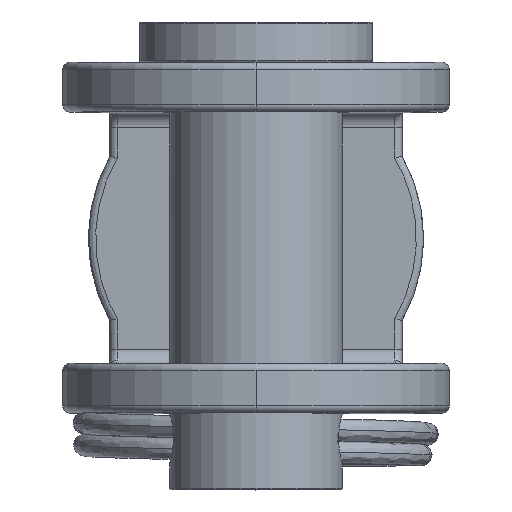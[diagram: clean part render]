
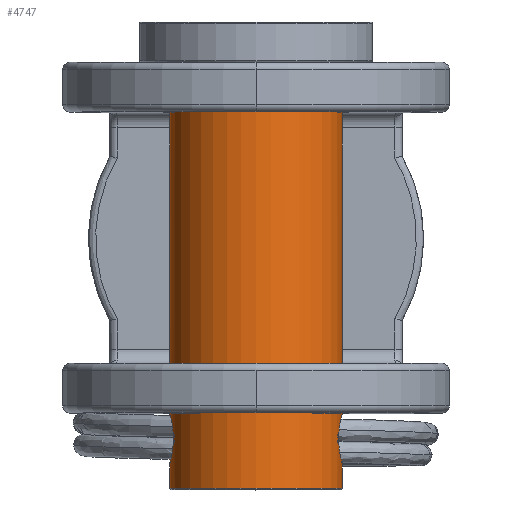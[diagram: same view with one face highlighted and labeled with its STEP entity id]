
A CAD part, top view. The second image highlights one B-rep face of the part: STEP entity #4747.
In plain terms, the highlighted cylindrical face has radius 5.9 mm (diameter 11.8 mm), a partial arc.
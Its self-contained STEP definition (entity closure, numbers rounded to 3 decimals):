
#686 = CARTESIAN_POINT ( 'NONE',  ( 0., -16., 5.9 ) ) ;
#780 = CARTESIAN_POINT ( 'NONE',  ( 0., -16., -5.9 ) ) ;
#920 = AXIS2_PLACEMENT_3D ( 'NONE', #10513, #3871, #5580 ) ;
#1230 = CARTESIAN_POINT ( 'NONE',  ( -1.69, -12.717, -5.653 ) ) ;
#1281 = VERTEX_POINT ( 'NONE', #16017 ) ;
#1300 = CARTESIAN_POINT ( 'NONE',  ( -0.44, -10.897, -5.885 ) ) ;
#1353 = CARTESIAN_POINT ( 'NONE',  ( 0., -10.844, -5.9 ) ) ;
#1436 = CARTESIAN_POINT ( 'NONE',  ( -0.224, -14.156, -5.9 ) ) ;
#1787 = VERTEX_POINT ( 'NONE', #2967 ) ;
#1795 = EDGE_CURVE ( 'NONE', #10076, #17947, #19553, .T. ) ;
#1825 = VECTOR ( 'NONE', #8138, 1000. ) ;
#2293 = ORIENTED_EDGE ( 'NONE', *, *, #16144, .T. ) ;
#2526 = CARTESIAN_POINT ( 'NONE',  ( -1.465, -13.331, 5.715 ) ) ;
#2580 = EDGE_CURVE ( 'NONE', #4140, #1281, #4488, .T. ) ;
#2612 = DIRECTION ( 'NONE',  ( 0., -1., 0. ) ) ;
#2787 = CARTESIAN_POINT ( 'NONE',  ( -1.678, -12.282, 5.656 ) ) ;
#2873 = LINE ( 'NONE', #14837, #18810 ) ;
#2967 = CARTESIAN_POINT ( 'NONE',  ( 0., -14.156, 5.9 ) ) ;
#3123 = CARTESIAN_POINT ( 'NONE',  ( -1.475, -13.336, -5.713 ) ) ;
#3284 = DIRECTION ( 'NONE',  ( 0., 0., -1. ) ) ;
#3729 = CIRCLE ( 'NONE', #920, 5.9 ) ;
#3851 = VERTEX_POINT ( 'NONE', #19637 ) ;
#3871 = DIRECTION ( 'NONE',  ( 0., 1., 0. ) ) ;
#4140 = VERTEX_POINT ( 'NONE', #19044 ) ;
#4228 = CARTESIAN_POINT ( 'NONE',  ( -1.678, -12.718, 5.656 ) ) ;
#4485 = CARTESIAN_POINT ( 'NONE',  ( -1.602, -11.964, 5.678 ) ) ;
#4488 = B_SPLINE_CURVE_WITH_KNOTS ( 'NONE', 3,
 ( #18021, #19698, #2787, #14669, #4485, #6194, #18090, #7899, #9578, #14740, #4553, #5894, #17794, #16585 ),
 .UNSPECIFIED., .F., .F.,
 ( 4, 2, 2, 2, 2, 2, 4 ),
 ( 0.5, 0.531, 0.562, 0.625, 0.687, 0.719, 0.75 ),
 .UNSPECIFIED. ) ;
#4541 = CARTESIAN_POINT ( 'NONE',  ( -0.853, -11.054, -5.842 ) ) ;
#4553 = CARTESIAN_POINT ( 'NONE',  ( -0.44, -10.897, 5.885 ) ) ;
#4747 = ADVANCED_FACE ( 'NONE', ( #7564 ), #21866, .T. ) ;
#4751 = CARTESIAN_POINT ( 'NONE',  ( -1.645, -12.064, -5.667 ) ) ;
#4827 = CARTESIAN_POINT ( 'NONE',  ( -1.689, -12.281, -5.653 ) ) ;
#5212 = LINE ( 'NONE', #780, #13712 ) ;
#5580 = DIRECTION ( 'NONE',  ( 0., 0., -1. ) ) ;
#5857 = CARTESIAN_POINT ( 'NONE',  ( -0.223, -14.156, 5.9 ) ) ;
#5884 = VERTEX_POINT ( 'NONE', #1353 ) ;
#5894 = CARTESIAN_POINT ( 'NONE',  ( -0.224, -10.855, 5.897 ) ) ;
#5928 = CARTESIAN_POINT ( 'NONE',  ( -0.854, -13.946, 5.842 ) ) ;
#6194 = CARTESIAN_POINT ( 'NONE',  ( -1.475, -11.664, 5.713 ) ) ;
#6241 = CARTESIAN_POINT ( 'NONE',  ( 0., -10.844, -5.9 ) ) ;
#7108 = LINE ( 'NONE', #686, #16948 ) ;
#7564 = FACE_OUTER_BOUND ( 'NONE', #17080, .T. ) ;
#7793 = CARTESIAN_POINT ( 'NONE',  ( -1.518, -13.235, 5.702 ) ) ;
#7817 = AXIS2_PLACEMENT_3D ( 'NONE', #10073, #13288, #3284 ) ;
#7899 = CARTESIAN_POINT ( 'NONE',  ( -1.039, -11.176, 5.81 ) ) ;
#7953 = CARTESIAN_POINT ( 'NONE',  ( -0.547, -10.929, -5.875 ) ) ;
#8060 = VERTEX_POINT ( 'NONE', #10142 ) ;
#8138 = DIRECTION ( 'NONE',  ( 0., -1., 0. ) ) ;
#8166 = CARTESIAN_POINT ( 'NONE',  ( -1.35, -13.519, -5.746 ) ) ;
#8331 = ORIENTED_EDGE ( 'NONE', *, *, #1795, .T. ) ;
#8697 = B_SPLINE_CURVE_WITH_KNOTS ( 'NONE', 3,
 ( #6241, #11557, #18142, #1300, #7953, #4541, #19750, #18356, #21723, #4751, #4827, #1230, #12993, #3123, #8166, #18204, #21510, #16423, #1436, #13070 ),
 .UNSPECIFIED., .F., .F.,
 ( 4, 2, 2, 2, 2, 2, 2, 2, 2, 4 ),
 ( 0., 0.031, 0.063, 0.125, 0.188, 0.25, 0.313, 0.375, 0.438, 0.5 ),
 .UNSPECIFIED. ) ;
#9031 = DIRECTION ( 'NONE',  ( 0., -1., 0. ) ) ;
#9110 = CARTESIAN_POINT ( 'NONE',  ( -1.273, -13.594, 5.762 ) ) ;
#9183 = AXIS2_PLACEMENT_3D ( 'NONE', #18064, #12986, #11329 ) ;
#9232 = ORIENTED_EDGE ( 'NONE', *, *, #20829, .T. ) ;
#9393 = CARTESIAN_POINT ( 'NONE',  ( -1.689, -12.608, 5.653 ) ) ;
#9578 = CARTESIAN_POINT ( 'NONE',  ( -0.854, -11.054, 5.842 ) ) ;
#10073 = CARTESIAN_POINT ( 'NONE',  ( 0., -16., 0. ) ) ;
#10076 = VERTEX_POINT ( 'NONE', #19251 ) ;
#10142 = CARTESIAN_POINT ( 'NONE',  ( 0., -14.156, -5.9 ) ) ;
#10247 = ORIENTED_EDGE ( 'NONE', *, *, #17726, .T. ) ;
#10513 = CARTESIAN_POINT ( 'NONE',  ( 0., -15.9, 0. ) ) ;
#10860 = VERTEX_POINT ( 'NONE', #11105 ) ;
#10862 = B_SPLINE_CURVE_WITH_KNOTS ( 'NONE', 3,
 ( #21133, #5857, #21278, #5928, #11102, #9110, #16186, #2526, #7793, #10945, #17760, #4228, #9393, #17908 ),
 .UNSPECIFIED., .F., .F.,
 ( 4, 2, 2, 2, 2, 2, 4 ),
 ( 0.25, 0.313, 0.375, 0.406, 0.438, 0.469, 0.5 ),
 .UNSPECIFIED. ) ;
#10945 = CARTESIAN_POINT ( 'NONE',  ( -1.602, -13.036, 5.678 ) ) ;
#11102 = CARTESIAN_POINT ( 'NONE',  ( -1.04, -13.823, 5.81 ) ) ;
#11105 = CARTESIAN_POINT ( 'NONE',  ( 0., -15.9, 5.9 ) ) ;
#11329 = DIRECTION ( 'NONE',  ( 0., 0., -1. ) ) ;
#11360 = EDGE_CURVE ( 'NONE', #3851, #10860, #3729, .T. ) ;
#11557 = CARTESIAN_POINT ( 'NONE',  ( -0.111, -10.844, -5.9 ) ) ;
#11566 = ORIENTED_EDGE ( 'NONE', *, *, #17516, .F. ) ;
#12086 = ORIENTED_EDGE ( 'NONE', *, *, #11360, .T. ) ;
#12344 = CARTESIAN_POINT ( 'NONE',  ( 0., 13.15, -5.9 ) ) ;
#12986 = DIRECTION ( 'NONE',  ( 0., -1., 0. ) ) ;
#12993 = CARTESIAN_POINT ( 'NONE',  ( -1.645, -12.935, -5.667 ) ) ;
#13070 = CARTESIAN_POINT ( 'NONE',  ( 0., -14.156, -5.9 ) ) ;
#13288 = DIRECTION ( 'NONE',  ( 0., -1., 0. ) ) ;
#13712 = VECTOR ( 'NONE', #2612, 1000. ) ;
#14669 = CARTESIAN_POINT ( 'NONE',  ( -1.634, -12.067, 5.669 ) ) ;
#14740 = CARTESIAN_POINT ( 'NONE',  ( -0.546, -10.929, 5.876 ) ) ;
#14837 = CARTESIAN_POINT ( 'NONE',  ( 0., -16., 5.9 ) ) ;
#16017 = CARTESIAN_POINT ( 'NONE',  ( 0., -10.844, 5.9 ) ) ;
#16144 = EDGE_CURVE ( 'NONE', #1787, #4140, #10862, .T. ) ;
#16186 = CARTESIAN_POINT ( 'NONE',  ( -1.342, -13.512, 5.746 ) ) ;
#16423 = CARTESIAN_POINT ( 'NONE',  ( -0.444, -14.113, -5.887 ) ) ;
#16539 = DIRECTION ( 'NONE',  ( 0., -1., 0. ) ) ;
#16585 = CARTESIAN_POINT ( 'NONE',  ( 0., -10.844, 5.9 ) ) ;
#16616 = CARTESIAN_POINT ( 'NONE',  ( 0., -16., -5.9 ) ) ;
#16948 = VECTOR ( 'NONE', #9031, 1000. ) ;
#17080 = EDGE_LOOP ( 'NONE', ( #11566, #8331, #10247, #18957, #9232, #12086, #21912, #2293, #19318 ) ) ;
#17516 = EDGE_CURVE ( 'NONE', #10076, #1281, #7108, .T. ) ;
#17726 = EDGE_CURVE ( 'NONE', #17947, #5884, #20626, .T. ) ;
#17760 = CARTESIAN_POINT ( 'NONE',  ( -1.635, -12.933, 5.669 ) ) ;
#17789 = EDGE_CURVE ( 'NONE', #1787, #10860, #2873, .T. ) ;
#17794 = CARTESIAN_POINT ( 'NONE',  ( -0.112, -10.844, 5.9 ) ) ;
#17908 = CARTESIAN_POINT ( 'NONE',  ( -1.689, -12.5, 5.653 ) ) ;
#17947 = VERTEX_POINT ( 'NONE', #12344 ) ;
#18021 = CARTESIAN_POINT ( 'NONE',  ( -1.689, -12.5, 5.653 ) ) ;
#18064 = CARTESIAN_POINT ( 'NONE',  ( 0., 13.15, 0. ) ) ;
#18090 = CARTESIAN_POINT ( 'NONE',  ( -1.351, -11.482, 5.746 ) ) ;
#18142 = CARTESIAN_POINT ( 'NONE',  ( -0.222, -10.854, -5.897 ) ) ;
#18204 = CARTESIAN_POINT ( 'NONE',  ( -1.039, -13.824, -5.81 ) ) ;
#18356 = CARTESIAN_POINT ( 'NONE',  ( -1.35, -11.481, -5.746 ) ) ;
#18595 = EDGE_CURVE ( 'NONE', #5884, #8060, #8697, .T. ) ;
#18810 = VECTOR ( 'NONE', #16539, 1000. ) ;
#18957 = ORIENTED_EDGE ( 'NONE', *, *, #18595, .T. ) ;
#19044 = CARTESIAN_POINT ( 'NONE',  ( -1.689, -12.5, 5.653 ) ) ;
#19251 = CARTESIAN_POINT ( 'NONE',  ( 0., 13.15, 5.9 ) ) ;
#19318 = ORIENTED_EDGE ( 'NONE', *, *, #2580, .T. ) ;
#19553 = CIRCLE ( 'NONE', #9183, 5.9 ) ;
#19637 = CARTESIAN_POINT ( 'NONE',  ( 0., -15.9, -5.9 ) ) ;
#19698 = CARTESIAN_POINT ( 'NONE',  ( -1.689, -12.392, 5.653 ) ) ;
#19750 = CARTESIAN_POINT ( 'NONE',  ( -1.04, -11.177, -5.81 ) ) ;
#20626 = LINE ( 'NONE', #16616, #1825 ) ;
#20829 = EDGE_CURVE ( 'NONE', #8060, #3851, #5212, .T. ) ;
#21133 = CARTESIAN_POINT ( 'NONE',  ( 0., -14.156, 5.9 ) ) ;
#21278 = CARTESIAN_POINT ( 'NONE',  ( -0.444, -14.113, 5.887 ) ) ;
#21510 = CARTESIAN_POINT ( 'NONE',  ( -0.853, -13.946, -5.842 ) ) ;
#21723 = CARTESIAN_POINT ( 'NONE',  ( -1.475, -11.664, -5.713 ) ) ;
#21866 = CYLINDRICAL_SURFACE ( 'NONE', #7817, 5.9 ) ;
#21912 = ORIENTED_EDGE ( 'NONE', *, *, #17789, .F. ) ;
